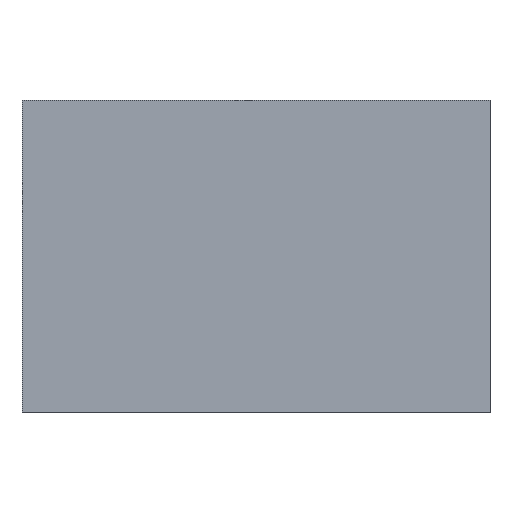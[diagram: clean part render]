
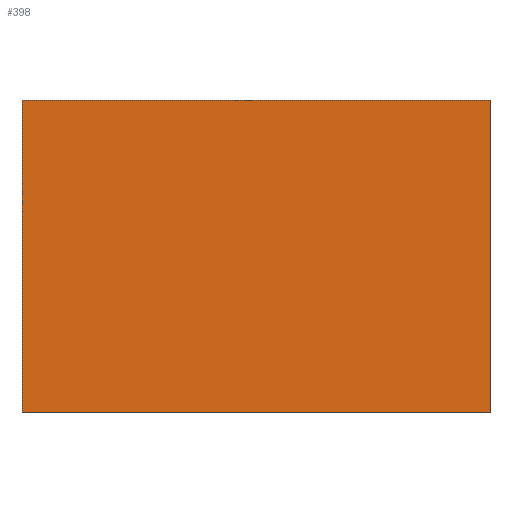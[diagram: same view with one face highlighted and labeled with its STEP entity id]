
A CAD part, front view. The second image highlights one B-rep face of the part: STEP entity #398.
In plain terms, the highlighted planar face has unit normal (0, -1, 0).
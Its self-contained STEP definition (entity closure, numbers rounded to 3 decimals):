
#11 = DIRECTION ( 'NONE',  ( 1., 0., 0. ) ) ;
#15 = CARTESIAN_POINT ( 'NONE',  ( 525.532, -97.34, -600. ) ) ;
#39 = DIRECTION ( 'NONE',  ( 0., 0., 1. ) ) ;
#52 = CARTESIAN_POINT ( 'NONE',  ( 525.532, -97.34, 0. ) ) ;
#97 = ORIENTED_EDGE ( 'NONE', *, *, #374, .T. ) ;
#106 = CARTESIAN_POINT ( 'NONE',  ( -374.468, -97.34, -600. ) ) ;
#121 = DIRECTION ( 'NONE',  ( 0., 0., -1. ) ) ;
#144 = VERTEX_POINT ( 'NONE', #209 ) ;
#152 = FACE_OUTER_BOUND ( 'NONE', #347, .T. ) ;
#163 = VECTOR ( 'NONE', #39, 1000. ) ;
#193 = DIRECTION ( 'NONE',  ( 0., -1., 0. ) ) ;
#204 = DIRECTION ( 'NONE',  ( 1., 0., 0. ) ) ;
#207 = ORIENTED_EDGE ( 'NONE', *, *, #251, .F. ) ;
#209 = CARTESIAN_POINT ( 'NONE',  ( -374.468, -97.34, -600. ) ) ;
#230 = VECTOR ( 'NONE', #204, 1000. ) ;
#235 = VECTOR ( 'NONE', #287, 1000. ) ;
#251 = EDGE_CURVE ( 'NONE', #144, #333, #280, .T. ) ;
#274 = AXIS2_PLACEMENT_3D ( 'NONE', #335, #193, #121 ) ;
#280 = LINE ( 'NONE', #106, #163 ) ;
#283 = ORIENTED_EDGE ( 'NONE', *, *, #447, .T. ) ;
#287 = DIRECTION ( 'NONE',  ( 0., 0., 1. ) ) ;
#293 = ORIENTED_EDGE ( 'NONE', *, *, #378, .F. ) ;
#297 = LINE ( 'NONE', #15, #235 ) ;
#300 = VERTEX_POINT ( 'NONE', #52 ) ;
#323 = VECTOR ( 'NONE', #11, 1000. ) ;
#333 = VERTEX_POINT ( 'NONE', #435 ) ;
#334 = PLANE ( 'NONE',  #274 ) ;
#335 = CARTESIAN_POINT ( 'NONE',  ( -374.468, -97.34, -600. ) ) ;
#339 = CARTESIAN_POINT ( 'NONE',  ( 525.532, -97.34, -600. ) ) ;
#341 = CARTESIAN_POINT ( 'NONE',  ( -374.468, -97.34, -600. ) ) ;
#347 = EDGE_LOOP ( 'NONE', ( #293, #207, #283, #97 ) ) ;
#374 = EDGE_CURVE ( 'NONE', #450, #300, #297, .T. ) ;
#378 = EDGE_CURVE ( 'NONE', #333, #300, #415, .T. ) ;
#398 = ADVANCED_FACE ( 'NONE', ( #152 ), #334, .T. ) ;
#400 = LINE ( 'NONE', #341, #230 ) ;
#402 = CARTESIAN_POINT ( 'NONE',  ( -374.468, -97.34, 0. ) ) ;
#415 = LINE ( 'NONE', #402, #323 ) ;
#435 = CARTESIAN_POINT ( 'NONE',  ( -374.468, -97.34, 0. ) ) ;
#447 = EDGE_CURVE ( 'NONE', #144, #450, #400, .T. ) ;
#450 = VERTEX_POINT ( 'NONE', #339 ) ;
